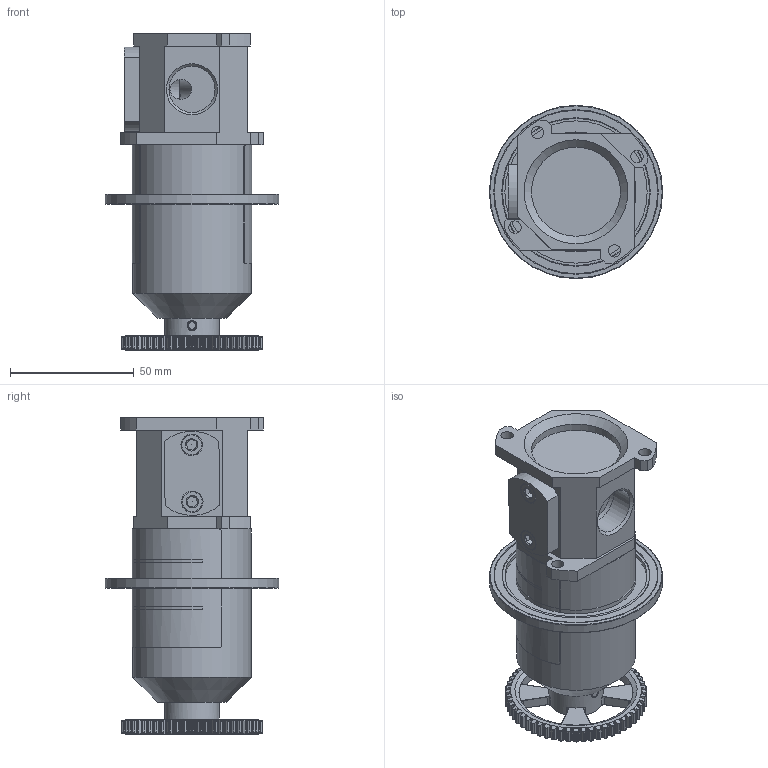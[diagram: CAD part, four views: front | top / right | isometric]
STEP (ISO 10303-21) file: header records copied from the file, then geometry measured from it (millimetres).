
FILE_DESCRIPTION(/* description */ ('Unknown'),/* implementation_level */ '2;1');
FILE_NAME(/* name */ 'CW011-00',/* time_stamp */ '2019-10-25T17:18:29+02:00',/* author */ ('Unknown'),/* organization */ ('Unknown'),/* preprocessor_version */ 'ST-DEVELOPER v16.7',/* originating_system */ 'DEX',/* authorisation */ $);
FILE_SCHEMA (('AUTOMOTIVE_DESIGN {1 0 10303 214 3 1 1}'));
Products named in the file (24): CW011-00; CB031-04; CB029-11; CB029-04 rel1; CB005-14; CW003-07; CB029-001; SSR000027_SOLID_2; SSR000027_SOLID_1; CB031-05 rel1; CW003-06; CW011-01; CB011-001; CB029-01 rel1; BR005-03; BR005-19; BR005-14; CW011-02; CW003-08; BU031-07; CB029-13; BR005-25; CW003-10; CW003-02
Assembly tree (25 placements, depth 3):
  CW011-00
    CB031-04
    CB029-11
    CB029-04 rel1
    CB005-14
    CW003-07
    CB029-001
      SSR000027_SOLID_2
      SSR000027_SOLID_1
    CB031-05 rel1
    CW003-06
    CW011-01
    CB011-001
      CB029-01 rel1
      BR005-03
      BR005-19  x2
      BR005-14  x2
    CW011-02
    CW003-08
    BU031-07
    CB029-13
    BR005-25
    CW003-10
    CW003-02
Bounding box: 70 x 70 x 128 mm (x, y, z)
Volume: 154402.3 mm3; surface area: 113216.9 mm2
Topology: 22 solids, 22 shells, 2753 faces, 6664 edges, 3990 vertices
Faces by surface type: cylinder 872, bspline 783, plane 516, torus 420, cone 121, sphere 41
Full cylindrical faces by diameter (mm): 2.5 x1, 3.2 x1, 3.242 x1, 3.5 x4, 4 x2, 4.134 x2, 4.2 x1, 5 x11, 5.2 x2, 5.8 x1, 6 x3, 6.2 x2, 6.7 x1, 6.8 x2, 7 x1, 7.3 x1, 7.5 x4, 8 x3, 8.4 x2, 8.7 x2, 8.9 x4, 9 x2, 10.9 x2, 11 x2, 11.1 x4, 11.3 x1, 11.5 x1, 12.5 x1, 13.2 x2, 13.8 x3
Entity records: 103658 total; most frequent: CARTESIAN_POINT 28052, ORIENTED_EDGE 12448, DIRECTION 10982, EDGE_CURVE 6224, AXIS2_PLACEMENT_3D 4666, VERTEX_POINT 3838, FACE_BOUND 3106, EDGE_LOOP 3097
